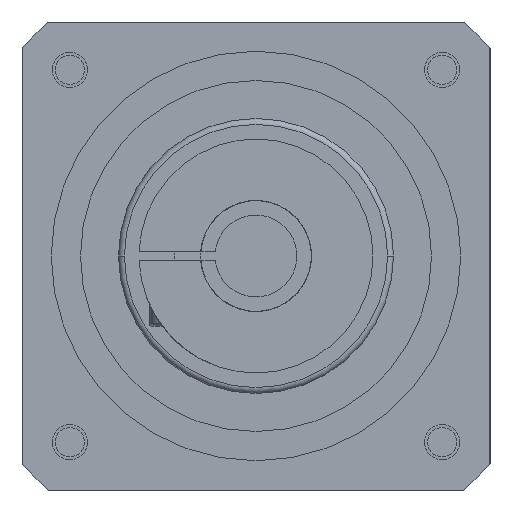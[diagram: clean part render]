
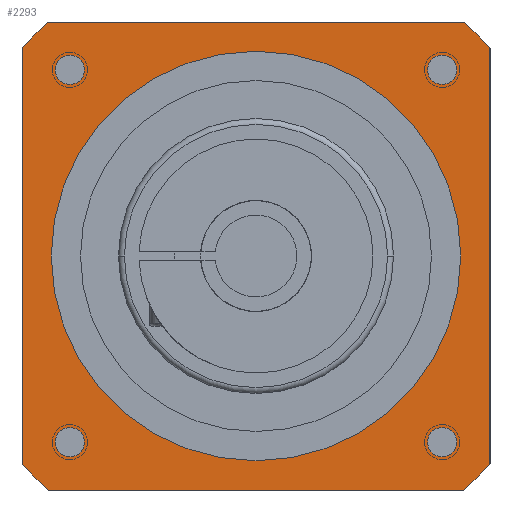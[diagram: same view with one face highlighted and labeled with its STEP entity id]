
A CAD part, left-side view. The second image highlights one B-rep face of the part: STEP entity #2293.
In plain terms, the highlighted planar face has unit normal (-1, 0, 0).
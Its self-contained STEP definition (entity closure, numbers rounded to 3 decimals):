
#24=CARTESIAN_POINT('',(0.,0.,0.));
#25=DIRECTION('',(-1.,0.,0.));
#26=DIRECTION('',(0.,-0.748,0.664));
#27=AXIS2_PLACEMENT_3D('',#24,#25,#26);
#29=DIRECTION('',(0.,0.,1.));
#30=VECTOR('',#29,71.056);
#31=CARTESIAN_POINT('',(0.,-40.,-35.528));
#32=LINE('',#31,#30);
#33=CARTESIAN_POINT('',(0.,0.,0.));
#34=DIRECTION('',(-1.,0.,0.));
#35=DIRECTION('',(0.,-0.664,-0.748));
#36=AXIS2_PLACEMENT_3D('',#33,#34,#35);
#38=DIRECTION('',(0.,-1.,0.));
#39=VECTOR('',#38,71.056);
#40=CARTESIAN_POINT('',(0.,35.528,-40.));
#41=LINE('',#40,#39);
#42=CARTESIAN_POINT('',(0.,0.,0.));
#43=DIRECTION('',(-1.,0.,0.));
#44=DIRECTION('',(0.,0.748,-0.664));
#45=AXIS2_PLACEMENT_3D('',#42,#43,#44);
#47=DIRECTION('',(0.,0.,-1.));
#48=VECTOR('',#47,71.056);
#49=CARTESIAN_POINT('',(0.,40.,35.528));
#50=LINE('',#49,#48);
#51=CARTESIAN_POINT('',(0.,0.,0.));
#52=DIRECTION('',(-1.,0.,0.));
#53=DIRECTION('',(0.,0.664,0.748));
#54=AXIS2_PLACEMENT_3D('',#51,#52,#53);
#56=DIRECTION('',(0.,1.,0.));
#57=VECTOR('',#56,71.056);
#58=CARTESIAN_POINT('',(0.,-35.528,40.));
#59=LINE('',#58,#57);
#60=CARTESIAN_POINT('',(0.,0.,0.));
#61=DIRECTION('',(1.,0.,0.));
#62=DIRECTION('',(0.,-1.,0.));
#63=AXIS2_PLACEMENT_3D('',#60,#61,#62);
#65=CARTESIAN_POINT('',(0.,0.,0.));
#66=DIRECTION('',(1.,0.,0.));
#67=DIRECTION('',(0.,1.,0.));
#68=AXIS2_PLACEMENT_3D('',#65,#66,#67);
#70=CARTESIAN_POINT('',(0.,-31.82,31.82));
#71=DIRECTION('',(-1.,0.,0.));
#72=DIRECTION('',(0.,0.,-1.));
#73=AXIS2_PLACEMENT_3D('',#70,#71,#72);
#75=CARTESIAN_POINT('',(0.,-31.82,31.82));
#76=DIRECTION('',(-1.,0.,0.));
#77=DIRECTION('',(0.,0.,1.));
#78=AXIS2_PLACEMENT_3D('',#75,#76,#77);
#80=CARTESIAN_POINT('',(0.,-31.82,-31.82));
#81=DIRECTION('',(-1.,0.,0.));
#82=DIRECTION('',(0.,0.,-1.));
#83=AXIS2_PLACEMENT_3D('',#80,#81,#82);
#85=CARTESIAN_POINT('',(0.,-31.82,-31.82));
#86=DIRECTION('',(-1.,0.,0.));
#87=DIRECTION('',(0.,0.,1.));
#88=AXIS2_PLACEMENT_3D('',#85,#86,#87);
#90=CARTESIAN_POINT('',(0.,31.82,-31.82));
#91=DIRECTION('',(-1.,0.,0.));
#92=DIRECTION('',(0.,0.,-1.));
#93=AXIS2_PLACEMENT_3D('',#90,#91,#92);
#95=CARTESIAN_POINT('',(0.,31.82,-31.82));
#96=DIRECTION('',(-1.,0.,0.));
#97=DIRECTION('',(0.,0.,1.));
#98=AXIS2_PLACEMENT_3D('',#95,#96,#97);
#100=CARTESIAN_POINT('',(0.,31.82,31.82));
#101=DIRECTION('',(-1.,0.,0.));
#102=DIRECTION('',(0.,0.,-1.));
#103=AXIS2_PLACEMENT_3D('',#100,#101,#102);
#105=CARTESIAN_POINT('',(0.,31.82,31.82));
#106=DIRECTION('',(-1.,0.,0.));
#107=DIRECTION('',(0.,0.,1.));
#108=AXIS2_PLACEMENT_3D('',#105,#106,#107);
#2017=CARTESIAN_POINT('',(0.,-40.,35.528));
#2018=CARTESIAN_POINT('',(0.,-35.528,40.));
#2019=VERTEX_POINT('',#2017);
#2020=VERTEX_POINT('',#2018);
#2021=CARTESIAN_POINT('',(0.,35.528,40.));
#2022=VERTEX_POINT('',#2021);
#2023=CARTESIAN_POINT('',(0.,40.,35.528));
#2024=VERTEX_POINT('',#2023);
#2025=CARTESIAN_POINT('',(0.,40.,-35.528));
#2026=VERTEX_POINT('',#2025);
#2027=CARTESIAN_POINT('',(0.,35.528,-40.));
#2028=VERTEX_POINT('',#2027);
#2029=CARTESIAN_POINT('',(0.,-35.528,-40.));
#2030=VERTEX_POINT('',#2029);
#2031=CARTESIAN_POINT('',(0.,-40.,-35.528));
#2032=VERTEX_POINT('',#2031);
#2053=CARTESIAN_POINT('',(0.,-35.,0.));
#2054=CARTESIAN_POINT('',(0.,35.,0.));
#2055=VERTEX_POINT('',#2053);
#2056=VERTEX_POINT('',#2054);
#2073=CARTESIAN_POINT('',(0.,-31.82,29.32));
#2074=CARTESIAN_POINT('',(0.,-31.82,34.32));
#2075=VERTEX_POINT('',#2073);
#2076=VERTEX_POINT('',#2074);
#2077=CARTESIAN_POINT('',(0.,-31.82,-34.32));
#2078=CARTESIAN_POINT('',(0.,-31.82,-29.32));
#2079=VERTEX_POINT('',#2077);
#2080=VERTEX_POINT('',#2078);
#2081=CARTESIAN_POINT('',(0.,31.82,-34.32));
#2082=CARTESIAN_POINT('',(0.,31.82,-29.32));
#2083=VERTEX_POINT('',#2081);
#2084=VERTEX_POINT('',#2082);
#2085=CARTESIAN_POINT('',(0.,31.82,29.32));
#2086=CARTESIAN_POINT('',(0.,31.82,34.32));
#2087=VERTEX_POINT('',#2085);
#2088=VERTEX_POINT('',#2086);
#2241=CARTESIAN_POINT('',(0.,0.,0.));
#2242=DIRECTION('',(-1.,0.,0.));
#2243=DIRECTION('',(0.,0.,-1.));
#2244=AXIS2_PLACEMENT_3D('',#2241,#2242,#2243);
#2245=PLANE('',#2244);
#2247=ORIENTED_EDGE('',*,*,#2246,.F.);
#2249=ORIENTED_EDGE('',*,*,#2248,.F.);
#2251=ORIENTED_EDGE('',*,*,#2250,.F.);
#2253=ORIENTED_EDGE('',*,*,#2252,.F.);
#2255=ORIENTED_EDGE('',*,*,#2254,.F.);
#2257=ORIENTED_EDGE('',*,*,#2256,.F.);
#2259=ORIENTED_EDGE('',*,*,#2258,.F.);
#2261=ORIENTED_EDGE('',*,*,#2260,.F.);
#2262=EDGE_LOOP('',(#2247,#2249,#2251,#2253,#2255,#2257,#2259,#2261));
#2263=FACE_OUTER_BOUND('',#2262,.F.);
#2264=ORIENTED_EDGE('',*,*,#2230,.F.);
#2266=ORIENTED_EDGE('',*,*,#2265,.F.);
#2267=EDGE_LOOP('',(#2264,#2266));
#2268=FACE_BOUND('',#2267,.F.);
#2270=ORIENTED_EDGE('',*,*,#2269,.T.);
#2272=ORIENTED_EDGE('',*,*,#2271,.T.);
#2273=EDGE_LOOP('',(#2270,#2272));
#2274=FACE_BOUND('',#2273,.F.);
#2276=ORIENTED_EDGE('',*,*,#2275,.T.);
#2278=ORIENTED_EDGE('',*,*,#2277,.T.);
#2279=EDGE_LOOP('',(#2276,#2278));
#2280=FACE_BOUND('',#2279,.F.);
#2282=ORIENTED_EDGE('',*,*,#2281,.T.);
#2284=ORIENTED_EDGE('',*,*,#2283,.T.);
#2285=EDGE_LOOP('',(#2282,#2284));
#2286=FACE_BOUND('',#2285,.F.);
#2288=ORIENTED_EDGE('',*,*,#2287,.T.);
#2290=ORIENTED_EDGE('',*,*,#2289,.T.);
#2291=EDGE_LOOP('',(#2288,#2290));
#2292=FACE_BOUND('',#2291,.F.);
#28=CIRCLE('',#27,53.5);
#37=CIRCLE('',#36,53.5);
#46=CIRCLE('',#45,53.5);
#55=CIRCLE('',#54,53.5);
#64=CIRCLE('',#63,35.);
#69=CIRCLE('',#68,35.);
#74=CIRCLE('',#73,2.5);
#79=CIRCLE('',#78,2.5);
#84=CIRCLE('',#83,2.5);
#89=CIRCLE('',#88,2.5);
#94=CIRCLE('',#93,2.5);
#99=CIRCLE('',#98,2.5);
#104=CIRCLE('',#103,2.5);
#109=CIRCLE('',#108,2.5);
#2230=EDGE_CURVE('',#2055,#2056,#64,.T.);
#2246=EDGE_CURVE('',#2019,#2020,#28,.T.);
#2248=EDGE_CURVE('',#2032,#2019,#32,.T.);
#2250=EDGE_CURVE('',#2030,#2032,#37,.T.);
#2252=EDGE_CURVE('',#2028,#2030,#41,.T.);
#2254=EDGE_CURVE('',#2026,#2028,#46,.T.);
#2256=EDGE_CURVE('',#2024,#2026,#50,.T.);
#2258=EDGE_CURVE('',#2022,#2024,#55,.T.);
#2260=EDGE_CURVE('',#2020,#2022,#59,.T.);
#2265=EDGE_CURVE('',#2056,#2055,#69,.T.);
#2269=EDGE_CURVE('',#2075,#2076,#74,.T.);
#2271=EDGE_CURVE('',#2076,#2075,#79,.T.);
#2275=EDGE_CURVE('',#2079,#2080,#84,.T.);
#2277=EDGE_CURVE('',#2080,#2079,#89,.T.);
#2281=EDGE_CURVE('',#2083,#2084,#94,.T.);
#2283=EDGE_CURVE('',#2084,#2083,#99,.T.);
#2287=EDGE_CURVE('',#2087,#2088,#104,.T.);
#2289=EDGE_CURVE('',#2088,#2087,#109,.T.);
#2293=ADVANCED_FACE('',(#2263,#2268,#2274,#2280,#2286,#2292),#2245,.T.);
